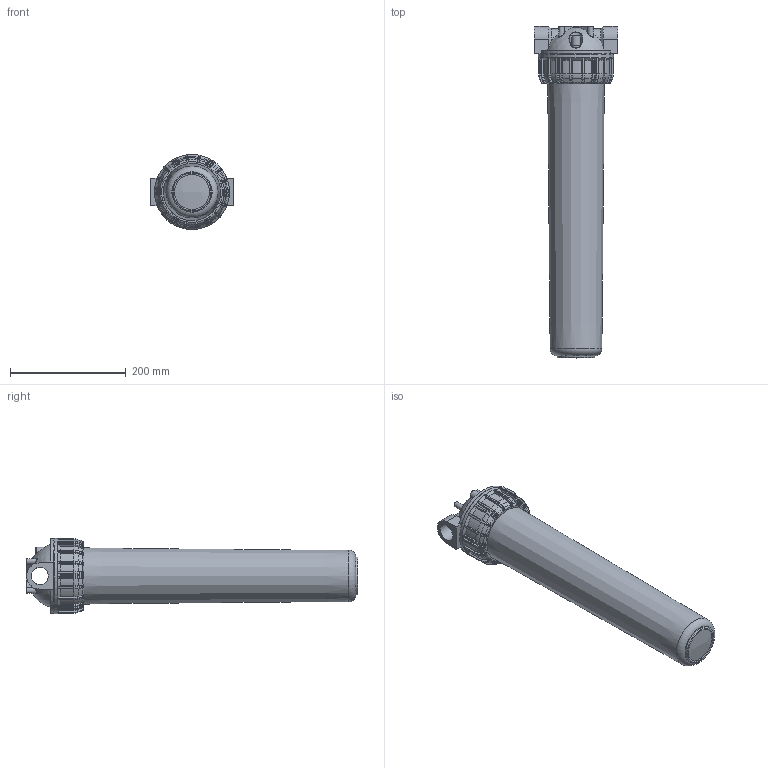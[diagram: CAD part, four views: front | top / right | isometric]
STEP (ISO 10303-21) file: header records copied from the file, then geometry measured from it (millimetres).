
FILE_DESCRIPTION(/* description */ ('Filtr 10 mikronów'),/* implementation_level */ '2;1');
FILE_NAME(/* name */ 'Filtr HOT 3P.stp',/* time_stamp */ '2019-03-29T11:43:42+01:00',/* author */ ('MJK'),/* organization */ (''),/* preprocessor_version */ 'ST-DEVELOPER v17',/* originating_system */ 'Autodesk Inventor 2018',/* authorisation */ '');
FILE_SCHEMA (('AUTOMOTIVE_DESIGN { 1 0 10303 214 3 1 1 }'));
Length unit declared in the file: millimetre
Products named in the file (5): MASTER PLUS HOT 3P BFP SX AB; Filtr HOT 3P -głowica; Filtr HOT 3P -dzwon; Filtr HOT 3P -nakrętka; Filtr HOT 3P -korek
Assembly tree (4 placements, depth 2):
  MASTER PLUS HOT 3P BFP SX AB
    Filtr HOT 3P -głowica
    Filtr HOT 3P -dzwon
    Filtr HOT 3P -nakrętka
    Filtr HOT 3P -korek
Bounding box: 144 x 574.01 x 129.94 mm (x, y, z)
Volume: 1062615.8 mm3; surface area: 421645.8 mm2
Topology: 4 solids, 4 shells, 923 faces, 2267 edges, 1321 vertices
Faces by surface type: bspline 364, cylinder 233, torus 122, plane 107, cone 72, sphere 25
Full cylindrical faces by diameter (mm): 3.5 x5, 9.728 x1, 10.2 x1, 15.5 x1, 16 x1, 30.291 x2, 89 x1, 93 x1, 99 x1, 103 x1, 105.4 x1, 107.5 x1, 108 x1, 109 x1, 112.4 x1, 113 x1, 130 x1
Entity records: 37813 total; most frequent: CARTESIAN_POINT 18393, ORIENTED_EDGE 4430, DIRECTION 3394, EDGE_CURVE 2215, AXIS2_PLACEMENT_3D 1471, VERTEX_POINT 1321, EDGE_LOOP 952, FACE_OUTER_BOUND 923
